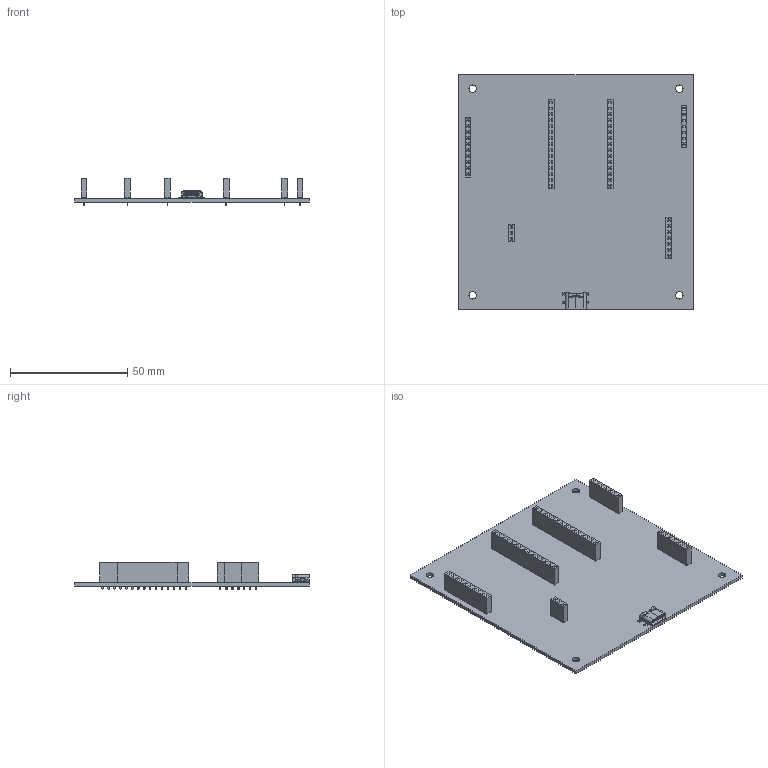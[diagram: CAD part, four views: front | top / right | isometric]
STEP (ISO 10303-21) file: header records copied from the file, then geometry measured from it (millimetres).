
FILE_DESCRIPTION(('KiCad electronic assembly'),'2;1');
FILE_NAME('25Zak001 ESP32 Mark0.step','2025-05-10T18:43:35',('Pcbnew'),( 'Kicad'),'Open CASCADE STEP processor 7.8','KiCad to STEP converter' ,'Unknown');
FILE_SCHEMA(('AUTOMOTIVE_DESIGN { 1 0 10303 214 1 1 1 1 }'));
Length unit declared in the file: millimetre
Products named in the file (7): 25Zak001 ESP32 Mark0 1; PinSocket_1x07_P2.54mm_Vertical; PinSocket_1x15_P2.54mm_Vertical; PinSocket_1x10_P2.54mm_Vertical; PinSocket_1x03_P2.54mm_Vertical; USB_C_Receptacle_GCT_USB4135-GF-A_6P_TopMnt_Horizontal; 25Zak001 ESP32 Mark0_PCB
Assembly tree (8 placements, depth 2):
  25Zak001 ESP32 Mark0 1
    PinSocket_1x07_P2.54mm_Vertical  x2
    PinSocket_1x15_P2.54mm_Vertical  x2
    PinSocket_1x10_P2.54mm_Vertical
    PinSocket_1x03_P2.54mm_Vertical
    USB_C_Receptacle_GCT_USB4135-GF-A_6P_TopMnt_Horizontal
    25Zak001 ESP32 Mark0_PCB
Bounding box: 100 x 100 x 11.6 mm (x, y, z)
Volume: 18023.8 mm3; surface area: 26170.6 mm2
Topology: 23 solids, 23 shells, 2165 faces, 5603 edges, 3594 vertices
Faces by surface type: plane 1970, cylinder 195
Full cylindrical faces by diameter (mm): 1 x57, 3.2 x4
Entity records: 62306 total; most frequent: CARTESIAN_POINT 8235, ORIENTED_EDGE 8134, DIRECTION 7619, EDGE_CURVE 4059, LINE 3663, VECTOR 3663, VERTEX_POINT 2594, AXIS2_PLACEMENT_3D 1978
